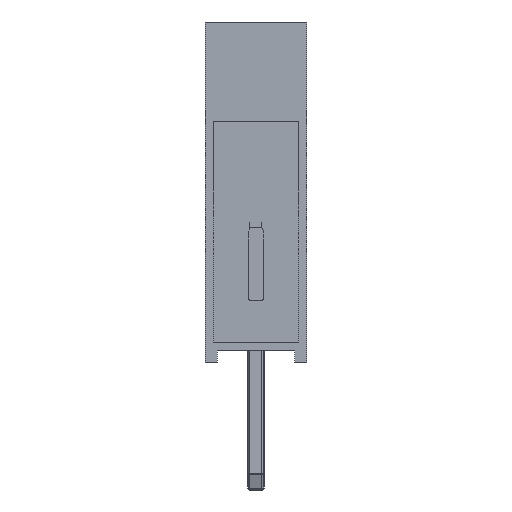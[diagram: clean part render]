
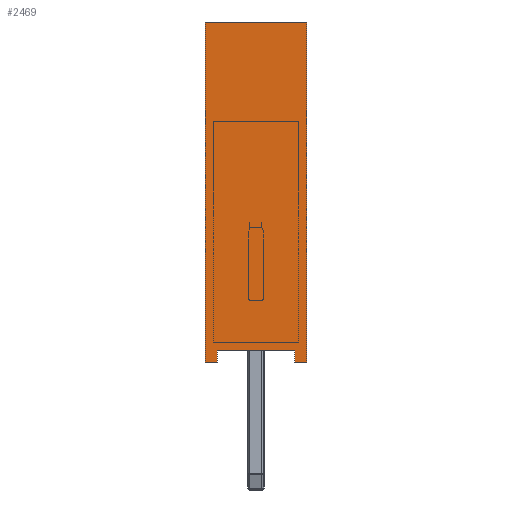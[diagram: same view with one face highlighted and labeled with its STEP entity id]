
A CAD part, left-side view. The second image highlights one B-rep face of the part: STEP entity #2469.
In plain terms, the highlighted planar face has unit normal (-1, 0, 0).
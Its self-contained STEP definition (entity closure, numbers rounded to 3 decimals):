
#373=FACE_OUTER_BOUND('',#524,.T.);
#524=EDGE_LOOP('',(#1625,#1626,#1627,#1628,#1629,#1630,#1631,#1632));
#690=LINE('',#3857,#876);
#692=LINE('',#3863,#878);
#695=LINE('',#3868,#881);
#700=LINE('',#3882,#886);
#701=LINE('',#3885,#887);
#704=LINE('',#3891,#890);
#705=LINE('',#3893,#891);
#706=LINE('',#3894,#892);
#876=VECTOR('',#3015,10.);
#878=VECTOR('',#3019,10.);
#881=VECTOR('',#3024,10.);
#886=VECTOR('',#3039,10.);
#887=VECTOR('',#3042,10.);
#890=VECTOR('',#3047,10.);
#891=VECTOR('',#3048,10.);
#892=VECTOR('',#3049,10.);
#1060=VERTEX_POINT('',#3851);
#1062=VERTEX_POINT('',#3855);
#1063=VERTEX_POINT('',#3859);
#1065=VERTEX_POINT('',#3862);
#1070=VERTEX_POINT('',#3880);
#1071=VERTEX_POINT('',#3884);
#1073=VERTEX_POINT('',#3890);
#1074=VERTEX_POINT('',#3892);
#1258=EDGE_CURVE('',#1060,#1062,#690,.T.);
#1260=EDGE_CURVE('',#1065,#1063,#692,.T.);
#1263=EDGE_CURVE('',#1062,#1065,#695,.T.);
#1272=EDGE_CURVE('',#1063,#1070,#700,.T.);
#1273=EDGE_CURVE('',#1071,#1060,#701,.T.);
#1276=EDGE_CURVE('',#1070,#1073,#704,.T.);
#1277=EDGE_CURVE('',#1074,#1073,#705,.T.);
#1278=EDGE_CURVE('',#1071,#1074,#706,.T.);
#1625=ORIENTED_EDGE('',*,*,#1258,.T.);
#1626=ORIENTED_EDGE('',*,*,#1263,.T.);
#1627=ORIENTED_EDGE('',*,*,#1260,.T.);
#1628=ORIENTED_EDGE('',*,*,#1272,.T.);
#1629=ORIENTED_EDGE('',*,*,#1276,.T.);
#1630=ORIENTED_EDGE('',*,*,#1277,.F.);
#1631=ORIENTED_EDGE('',*,*,#1278,.F.);
#1632=ORIENTED_EDGE('',*,*,#1273,.T.);
#2273=PLANE('',#2677);
#2469=ADVANCED_FACE('',(#373),#2273,.T.);
#2677=AXIS2_PLACEMENT_3D('',#3889,#3045,#3046);
#3015=DIRECTION('',(0.,0.,1.));
#3019=DIRECTION('',(0.,0.,-1.));
#3024=DIRECTION('',(0.,-1.,0.));
#3039=DIRECTION('',(0.,-1.,0.));
#3042=DIRECTION('',(0.,-1.,0.));
#3045=DIRECTION('center_axis',(-1.,0.,0.));
#3046=DIRECTION('ref_axis',(0.,-1.,0.));
#3047=DIRECTION('',(0.,0.,1.));
#3048=DIRECTION('',(0.,-1.,0.));
#3049=DIRECTION('',(0.,0.,1.));
#3851=CARTESIAN_POINT('',(-1.27,0.97,0.));
#3855=CARTESIAN_POINT('',(-1.27,0.97,0.3));
#3857=CARTESIAN_POINT('',(-1.27,0.97,0.));
#3859=CARTESIAN_POINT('',(-1.27,-0.97,0.));
#3862=CARTESIAN_POINT('',(-1.27,-0.97,0.3));
#3863=CARTESIAN_POINT('',(-1.27,-0.97,0.));
#3868=CARTESIAN_POINT('',(-1.27,0.635,0.3));
#3880=CARTESIAN_POINT('',(-1.27,-1.27,0.));
#3882=CARTESIAN_POINT('',(-1.27,1.27,0.));
#3884=CARTESIAN_POINT('',(-1.27,1.27,0.));
#3885=CARTESIAN_POINT('',(-1.27,1.27,0.));
#3889=CARTESIAN_POINT('Origin',(-1.27,1.27,0.));
#3890=CARTESIAN_POINT('',(-1.27,-1.27,8.5));
#3891=CARTESIAN_POINT('',(-1.27,-1.27,0.));
#3892=CARTESIAN_POINT('',(-1.27,1.27,8.5));
#3893=CARTESIAN_POINT('',(-1.27,1.27,8.5));
#3894=CARTESIAN_POINT('',(-1.27,1.27,0.));
